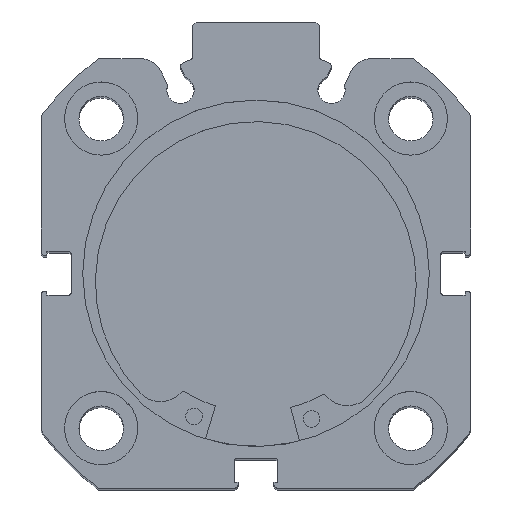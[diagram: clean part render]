
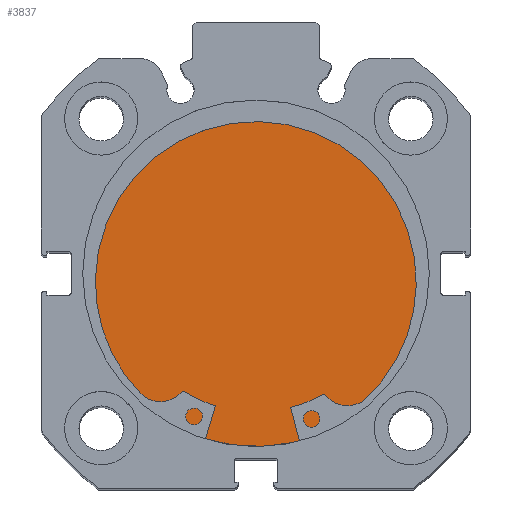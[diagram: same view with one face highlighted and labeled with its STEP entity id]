
A CAD part, top view. The second image highlights one B-rep face of the part: STEP entity #3837.
In plain terms, the highlighted face is planar.
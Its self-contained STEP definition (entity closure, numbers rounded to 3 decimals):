
#38 = CARTESIAN_POINT ( 'NONE',  ( 9., 0., 26. ) ) ;
#49 = VERTEX_POINT ( 'NONE', #38 ) ;
#494 = DIRECTION ( 'NONE',  ( 0., 0., 1. ) ) ;
#495 = DIRECTION ( 'NONE',  ( -1., 0., 0. ) ) ;
#498 = CARTESIAN_POINT ( 'NONE',  ( 9., 0., 0. ) ) ;
#531 = DIRECTION ( 'NONE',  ( 0., 0., 1. ) ) ;
#532 = DIRECTION ( 'NONE',  ( -1., 0., 0. ) ) ;
#534 = CARTESIAN_POINT ( 'NONE',  ( 9., 0., 0. ) ) ;
#633 = EDGE_CURVE ( 'NONE', #49, #1597, #2208, .T. ) ;
#642 = EDGE_CURVE ( 'NONE', #1597, #49, #2218, .T. ) ;
#1134 = AXIS2_PLACEMENT_3D ( 'NONE', #534, #532, #531 ) ;
#1140 = AXIS2_PLACEMENT_3D ( 'NONE', #498, #495, #494 ) ;
#1597 = VERTEX_POINT ( 'NONE', #5229 ) ;
#1675 = ORIENTED_EDGE ( 'NONE', *, *, #642, .F. ) ;
#1810 = ORIENTED_EDGE ( 'NONE', *, *, #633, .F. ) ;
#2065 = EDGE_LOOP ( 'NONE', ( #1810, #1675 ) ) ;
#2208 = CIRCLE ( 'NONE', #1134, 26. ) ;
#2218 = CIRCLE ( 'NONE', #1140, 26. ) ;
#3036 = FACE_OUTER_BOUND ( 'NONE', #2065, .T. ) ;
#3837 = ADVANCED_FACE ( 'NONE', ( #3036 ), #5690, .F. ) ;
#5229 = CARTESIAN_POINT ( 'NONE',  ( 9., 0., -26. ) ) ;
#5335 = AXIS2_PLACEMENT_3D ( 'NONE', #5689, #5692, #5693 ) ;
#5689 = CARTESIAN_POINT ( 'NONE',  ( 9., 26., 0. ) ) ;
#5690 = PLANE ( 'NONE',  #5335 ) ;
#5692 = DIRECTION ( 'NONE',  ( -1., 0., 0. ) ) ;
#5693 = DIRECTION ( 'NONE',  ( 0., 0., 1. ) ) ;
